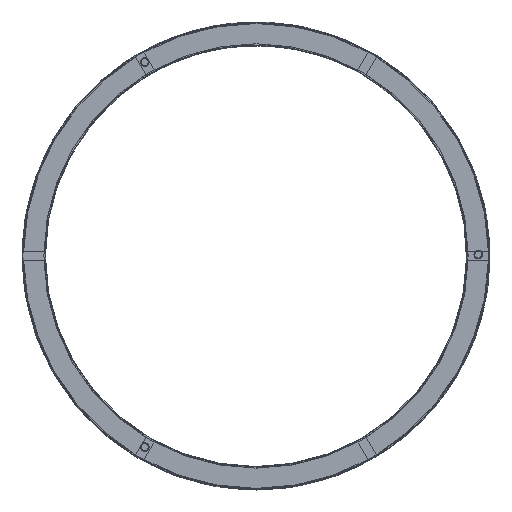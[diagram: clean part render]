
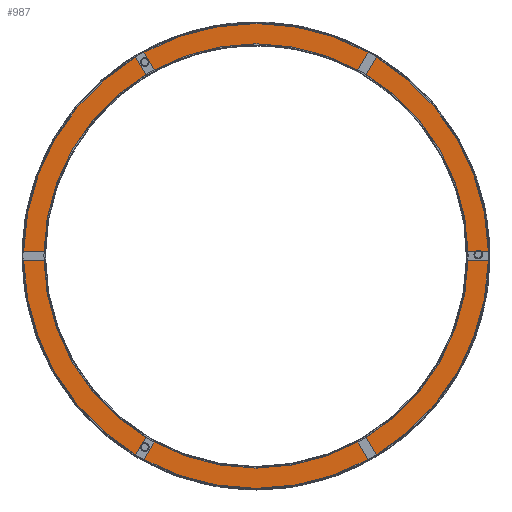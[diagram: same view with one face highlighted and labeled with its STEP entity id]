
A CAD part, top view. The second image highlights one B-rep face of the part: STEP entity #987.
In plain terms, the highlighted face is planar.
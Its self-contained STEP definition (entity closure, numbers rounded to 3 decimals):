
#110=FACE_BOUND('',#369,.T.);
#249=PLANE('',#1179);
#297=FACE_OUTER_BOUND('',#368,.T.);
#368=EDGE_LOOP('',(#897));
#369=EDGE_LOOP('',(#898));
#438=CIRCLE('',#1174,272.);
#441=CIRCLE('',#1178,299.);
#530=VERTEX_POINT('',#1778);
#533=VERTEX_POINT('',#1786);
#653=EDGE_CURVE('',#530,#530,#438,.T.);
#658=EDGE_CURVE('',#533,#533,#441,.T.);
#897=ORIENTED_EDGE('',*,*,#658,.T.);
#898=ORIENTED_EDGE('',*,*,#653,.T.);
#987=ADVANCED_FACE('',(#297,#110),#249,.F.);
#1174=AXIS2_PLACEMENT_3D('',#1779,#1461,#1462);
#1178=AXIS2_PLACEMENT_3D('',#1788,#1471,#1472);
#1179=AXIS2_PLACEMENT_3D('',#1789,#1473,#1474);
#1461=DIRECTION('center_axis',(0.,0.,1.));
#1462=DIRECTION('ref_axis',(-1.,0.,0.));
#1471=DIRECTION('center_axis',(0.,0.,-1.));
#1472=DIRECTION('ref_axis',(-1.,0.,0.));
#1473=DIRECTION('center_axis',(0.,0.,1.));
#1474=DIRECTION('ref_axis',(1.,0.,0.));
#1778=CARTESIAN_POINT('',(272.,0.,2.));
#1779=CARTESIAN_POINT('Origin',(0.,0.,2.));
#1786=CARTESIAN_POINT('',(299.,0.,2.));
#1788=CARTESIAN_POINT('Origin',(0.,0.,2.));
#1789=CARTESIAN_POINT('Origin',(0.,0.,2.));
